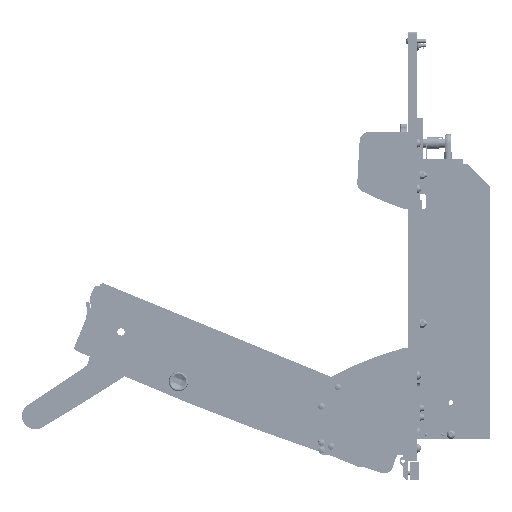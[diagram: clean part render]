
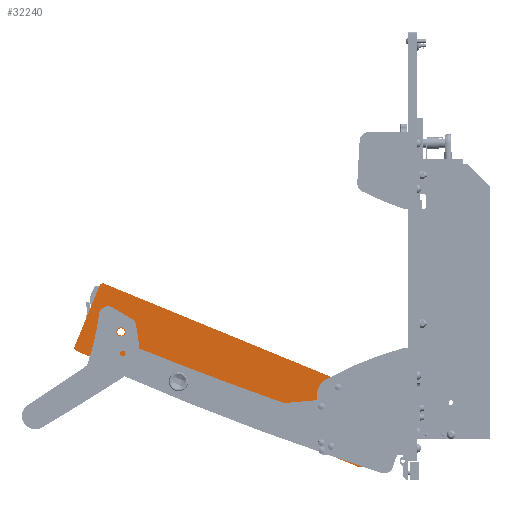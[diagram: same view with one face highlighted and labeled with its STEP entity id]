
A CAD part, left-side view. The second image highlights one B-rep face of the part: STEP entity #32240.
In plain terms, the highlighted face is planar.
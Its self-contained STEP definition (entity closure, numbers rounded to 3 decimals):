
#233 = PLANE ( 'NONE',  #25255 ) ;
#534 = AXIS2_PLACEMENT_3D ( 'NONE', #78463, #52818, #19550 ) ;
#672 = EDGE_CURVE ( 'NONE', #74206, #82756, #62334, .T. ) ;
#1536 = DIRECTION ( 'NONE',  ( -1., 0., 0. ) ) ;
#2321 = DIRECTION ( 'NONE',  ( 1., 0., 0. ) ) ;
#3352 = AXIS2_PLACEMENT_3D ( 'NONE', #81902, #10266, #63584 ) ;
#3680 = AXIS2_PLACEMENT_3D ( 'NONE', #36122, #74083, #34416 ) ;
#5692 = CARTESIAN_POINT ( 'NONE',  ( 171.5, 36., -5. ) ) ;
#6010 = LINE ( 'NONE', #60188, #63262 ) ;
#7772 = CARTESIAN_POINT ( 'NONE',  ( 167.5, 36., -5. ) ) ;
#8129 = AXIS2_PLACEMENT_3D ( 'NONE', #40421, #54442, #67892 ) ;
#10266 = DIRECTION ( 'NONE',  ( 0., 0., -1. ) ) ;
#10862 = CIRCLE ( 'NONE', #44384, 3. ) ;
#12907 = ORIENTED_EDGE ( 'NONE', *, *, #62685, .T. ) ;
#13294 = CIRCLE ( 'NONE', #32851, 4. ) ;
#13376 = CARTESIAN_POINT ( 'NONE',  ( 171.5, -36., -5. ) ) ;
#14626 = FACE_OUTER_BOUND ( 'NONE', #39265, .T. ) ;
#14930 = EDGE_CURVE ( 'NONE', #18535, #48309, #47916, .T. ) ;
#15157 = ORIENTED_EDGE ( 'NONE', *, *, #16591, .F. ) ;
#16530 = VECTOR ( 'NONE', #20533, 1000. ) ;
#16563 = EDGE_CURVE ( 'NONE', #31417, #80716, #45819, .T. ) ;
#16591 = EDGE_CURVE ( 'NONE', #52245, #86125, #10862, .T. ) ;
#16671 = CIRCLE ( 'NONE', #72397, 4. ) ;
#17288 = EDGE_CURVE ( 'NONE', #31417, #77430, #61032, .T. ) ;
#18535 = VERTEX_POINT ( 'NONE', #25217 ) ;
#18686 = DIRECTION ( 'NONE',  ( 0., 1., 0. ) ) ;
#18769 = CARTESIAN_POINT ( 'NONE',  ( -167.5, 40., -5. ) ) ;
#19282 = EDGE_CURVE ( 'NONE', #54260, #48309, #59459, .T. ) ;
#19550 = DIRECTION ( 'NONE',  ( -1., 0., 0. ) ) ;
#20079 = CIRCLE ( 'NONE', #3352, 4. ) ;
#20533 = DIRECTION ( 'NONE',  ( -1., 0., 0. ) ) ;
#21317 = DIRECTION ( 'NONE',  ( -1., 0., 0. ) ) ;
#25217 = CARTESIAN_POINT ( 'NONE',  ( -171.5, 36., -5. ) ) ;
#25255 = AXIS2_PLACEMENT_3D ( 'NONE', #41298, #27752, #1536 ) ;
#25591 = ORIENTED_EDGE ( 'NONE', *, *, #74826, .F. ) ;
#26957 = CARTESIAN_POINT ( 'NONE',  ( -171.5, -40., -5. ) ) ;
#27745 = DIRECTION ( 'NONE',  ( -1., 0., 0. ) ) ;
#27752 = DIRECTION ( 'NONE',  ( 0., 0., -1. ) ) ;
#29012 = DIRECTION ( 'NONE',  ( 0., -1., 0. ) ) ;
#29373 = DIRECTION ( 'NONE',  ( 0., 0., 1. ) ) ;
#31232 = ORIENTED_EDGE ( 'NONE', *, *, #16563, .T. ) ;
#31417 = VERTEX_POINT ( 'NONE', #40455 ) ;
#32168 = ORIENTED_EDGE ( 'NONE', *, *, #14930, .T. ) ;
#32240 = ADVANCED_FACE ( 'NONE', ( #46980, #67033, #14626 ), #233, .T. ) ;
#32851 = AXIS2_PLACEMENT_3D ( 'NONE', #49055, #29373, #2321 ) ;
#34215 = VECTOR ( 'NONE', #53668, 1000. ) ;
#34406 = DIRECTION ( 'NONE',  ( -1., 0., 0. ) ) ;
#34416 = DIRECTION ( 'NONE',  ( 1., 0., 0. ) ) ;
#34548 = EDGE_CURVE ( 'NONE', #86125, #52245, #74438, .T. ) ;
#34730 = CARTESIAN_POINT ( 'NONE',  ( 144.5, 0., -5. ) ) ;
#36122 = CARTESIAN_POINT ( 'NONE',  ( -130.5, 2., -5. ) ) ;
#37594 = CARTESIAN_POINT ( 'NONE',  ( -134.5, 2., -5. ) ) ;
#39108 = ORIENTED_EDGE ( 'NONE', *, *, #72751, .T. ) ;
#39265 = EDGE_LOOP ( 'NONE', ( #81683, #39108, #62420, #31232, #25591, #32168, #45921, #62385 ) ) ;
#39484 = AXIS2_PLACEMENT_3D ( 'NONE', #41382, #47942, #34406 ) ;
#40421 = CARTESIAN_POINT ( 'NONE',  ( -167.5, -36., -5. ) ) ;
#40455 = CARTESIAN_POINT ( 'NONE',  ( -167.5, -40., -5. ) ) ;
#41298 = CARTESIAN_POINT ( 'NONE',  ( -171.5, 40., -5. ) ) ;
#41382 = CARTESIAN_POINT ( 'NONE',  ( -167.5, 36., -5. ) ) ;
#44384 = AXIS2_PLACEMENT_3D ( 'NONE', #34730, #74440, #27745 ) ;
#44672 = EDGE_CURVE ( 'NONE', #54260, #74937, #16671, .T. ) ;
#45819 = CIRCLE ( 'NONE', #8129, 4. ) ;
#45921 = ORIENTED_EDGE ( 'NONE', *, *, #19282, .F. ) ;
#46980 = FACE_BOUND ( 'NONE', #71991, .T. ) ;
#47916 = CIRCLE ( 'NONE', #39484, 4. ) ;
#47942 = DIRECTION ( 'NONE',  ( 0., 0., -1. ) ) ;
#48309 = VERTEX_POINT ( 'NONE', #18769 ) ;
#49055 = CARTESIAN_POINT ( 'NONE',  ( -130.5, 2., -5. ) ) ;
#52245 = VERTEX_POINT ( 'NONE', #80970 ) ;
#52818 = DIRECTION ( 'NONE',  ( 0., 0., -1. ) ) ;
#53668 = DIRECTION ( 'NONE',  ( 1., 0., 0. ) ) ;
#53980 = CARTESIAN_POINT ( 'NONE',  ( -171.5, -40., -5. ) ) ;
#54231 = CARTESIAN_POINT ( 'NONE',  ( -171.5, 40., -5. ) ) ;
#54260 = VERTEX_POINT ( 'NONE', #82202 ) ;
#54442 = DIRECTION ( 'NONE',  ( 0., 0., -1. ) ) ;
#55376 = EDGE_LOOP ( 'NONE', ( #12907, #73230 ) ) ;
#56119 = VERTEX_POINT ( 'NONE', #13376 ) ;
#59459 = LINE ( 'NONE', #54231, #16530 ) ;
#60188 = CARTESIAN_POINT ( 'NONE',  ( 171.5, -40., -5. ) ) ;
#61032 = LINE ( 'NONE', #26957, #34215 ) ;
#61257 = EDGE_CURVE ( 'NONE', #56119, #74937, #6010, .T. ) ;
#62215 = LINE ( 'NONE', #53980, #80309 ) ;
#62334 = CIRCLE ( 'NONE', #3680, 4. ) ;
#62385 = ORIENTED_EDGE ( 'NONE', *, *, #44672, .T. ) ;
#62420 = ORIENTED_EDGE ( 'NONE', *, *, #17288, .F. ) ;
#62685 = EDGE_CURVE ( 'NONE', #82756, #74206, #13294, .T. ) ;
#62811 = CARTESIAN_POINT ( 'NONE',  ( -171.5, -36., -5. ) ) ;
#63262 = VECTOR ( 'NONE', #18686, 1000. ) ;
#63584 = DIRECTION ( 'NONE',  ( -1., 0., 0. ) ) ;
#66482 = CARTESIAN_POINT ( 'NONE',  ( -126.5, 2., -5. ) ) ;
#67033 = FACE_BOUND ( 'NONE', #55376, .T. ) ;
#67892 = DIRECTION ( 'NONE',  ( -1., 0., 0. ) ) ;
#71991 = EDGE_LOOP ( 'NONE', ( #15157, #75430 ) ) ;
#72397 = AXIS2_PLACEMENT_3D ( 'NONE', #7772, #81085, #21317 ) ;
#72751 = EDGE_CURVE ( 'NONE', #56119, #77430, #20079, .T. ) ;
#73230 = ORIENTED_EDGE ( 'NONE', *, *, #672, .T. ) ;
#74083 = DIRECTION ( 'NONE',  ( 0., 0., 1. ) ) ;
#74206 = VERTEX_POINT ( 'NONE', #37594 ) ;
#74438 = CIRCLE ( 'NONE', #534, 3. ) ;
#74440 = DIRECTION ( 'NONE',  ( 0., 0., -1. ) ) ;
#74826 = EDGE_CURVE ( 'NONE', #18535, #80716, #62215, .T. ) ;
#74937 = VERTEX_POINT ( 'NONE', #5692 ) ;
#75430 = ORIENTED_EDGE ( 'NONE', *, *, #34548, .F. ) ;
#77430 = VERTEX_POINT ( 'NONE', #79870 ) ;
#78463 = CARTESIAN_POINT ( 'NONE',  ( 144.5, 0., -5. ) ) ;
#79870 = CARTESIAN_POINT ( 'NONE',  ( 167.5, -40., -5. ) ) ;
#80309 = VECTOR ( 'NONE', #29012, 1000. ) ;
#80716 = VERTEX_POINT ( 'NONE', #62811 ) ;
#80970 = CARTESIAN_POINT ( 'NONE',  ( 141.5, 0., -5. ) ) ;
#81085 = DIRECTION ( 'NONE',  ( 0., 0., -1. ) ) ;
#81683 = ORIENTED_EDGE ( 'NONE', *, *, #61257, .F. ) ;
#81902 = CARTESIAN_POINT ( 'NONE',  ( 167.5, -36., -5. ) ) ;
#82202 = CARTESIAN_POINT ( 'NONE',  ( 167.5, 40., -5. ) ) ;
#82756 = VERTEX_POINT ( 'NONE', #66482 ) ;
#83422 = CARTESIAN_POINT ( 'NONE',  ( 147.5, 0., -5. ) ) ;
#86125 = VERTEX_POINT ( 'NONE', #83422 ) ;
